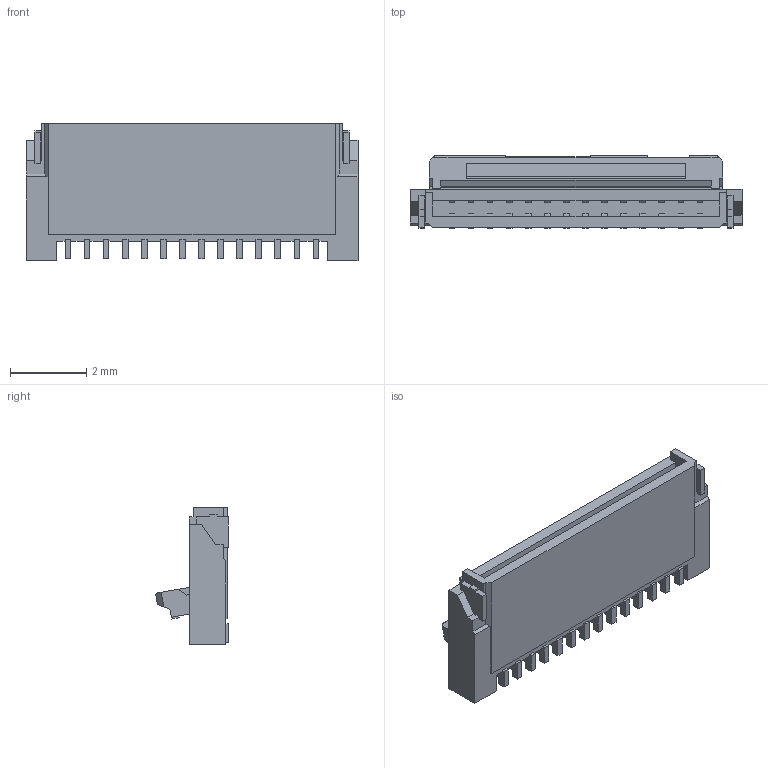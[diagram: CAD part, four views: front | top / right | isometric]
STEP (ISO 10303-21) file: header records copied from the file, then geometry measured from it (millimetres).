
FILE_DESCRIPTION( ( 'STEP AP214' ), '1' );
FILE_NAME( '5034801400.stp', '2021-04-26T13:41:27', ( 'License CC BY-ND 4.0' ), ( 'CADENAS' ), ' ', 'PARTsolutions', ' ' );
FILE_SCHEMA( ( 'AUTOMOTIVE_DESIGN { 1 0 10303 214 1 1 1 1 }' ) );
Length unit declared in the file: millimetre
Products named in the file (2): 5034801400; 1
Assembly tree (1 placements, depth 2):
  5034801400
    1
Bounding box: 8.7 x 1.9 x 3.6 mm (x, y, z)
Volume: 20.4 mm3; surface area: 151.5 mm2
Topology: 1 solids, 1 shells, 590 faces, 1627 edges, 1082 vertices
Faces by surface type: plane 536, cylinder 54
Entity records: 18584 total; most frequent: CARTESIAN_POINT 3315, ORIENTED_EDGE 3254, DIRECTION 2919, EDGE_CURVE 1627, LINE 1515, VECTOR 1515, VERTEX_POINT 1082, AXIS2_PLACEMENT_3D 702
